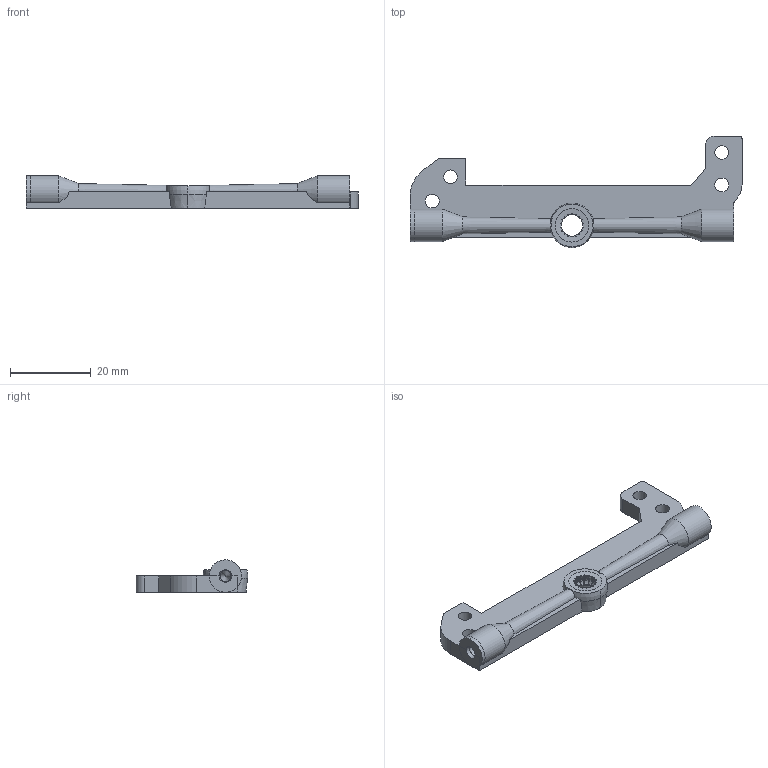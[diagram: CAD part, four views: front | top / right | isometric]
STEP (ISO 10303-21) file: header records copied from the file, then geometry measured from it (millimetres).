
FILE_DESCRIPTION(('FreeCAD Model'),'2;1');
FILE_NAME('Open CASCADE Shape Model','2023-09-30T11:41:18',(''),(''), 'Open CASCADE STEP processor 7.6','FreeCAD','Unknown');
FILE_SCHEMA(('AUTOMOTIVE_DESIGN { 1 0 10303 214 1 1 1 1 }'));
Length unit declared in the file: millimetre
Products named in the file (1): PolarPattern007
Bounding box: 82 x 27.5 x 7.99 mm (x, y, z)
Volume: 5420 mm3; surface area: 4013.3 mm2
Topology: 1 solids, 1 shells, 254 faces, 756 edges, 505 vertices
Faces by surface type: cylinder 102, plane 59, cone 52, revolution 36, sphere 5
Full cylindrical faces by diameter (mm): 0.2 x2, 2.7 x2, 3.4 x4
Entity records: 21228 total; most frequent: CARTESIAN_POINT 7715, DIRECTION 2218, ORIENTED_EDGE 1512, PCURVE 1512, DEFINITIONAL_REPRESENTATION 1512, B_SPLINE_CURVE_WITH_KNOTS 839, EDGE_CURVE 756, LINE 754
